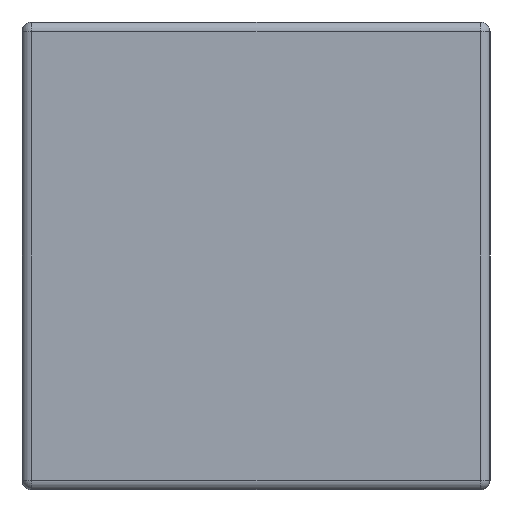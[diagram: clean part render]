
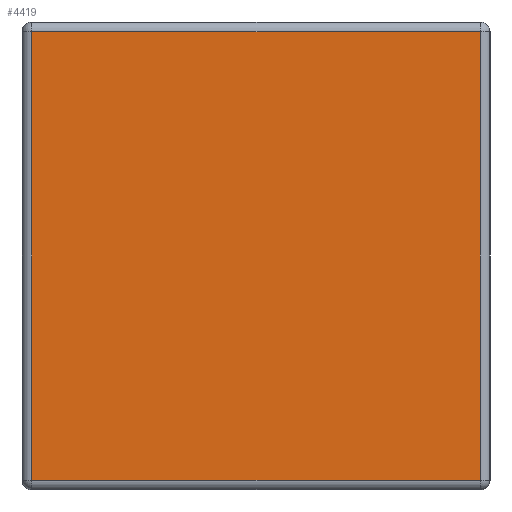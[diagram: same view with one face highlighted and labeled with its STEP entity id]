
A CAD part, left-side view. The second image highlights one B-rep face of the part: STEP entity #4419.
In plain terms, the highlighted planar face has unit normal (-1, 0, 0).
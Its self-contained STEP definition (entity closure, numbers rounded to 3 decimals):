
#77 = DIRECTION ( 'NONE',  ( 0., 0., -1. ) ) ;
#91 = VECTOR ( 'NONE', #77, 1000. ) ;
#139 = AXIS2_PLACEMENT_3D ( 'NONE', #3417, #267, #1664 ) ;
#144 = EDGE_CURVE ( 'NONE', #1023, #476, #565, .T. ) ;
#214 = CARTESIAN_POINT ( 'NONE',  ( 0., 0.019, 0. ) ) ;
#260 = DIRECTION ( 'NONE',  ( 0., 0., 1. ) ) ;
#267 = DIRECTION ( 'NONE',  ( -1., 0., 0. ) ) ;
#413 = VERTEX_POINT ( 'NONE', #4016 ) ;
#476 = VERTEX_POINT ( 'NONE', #862 ) ;
#565 = LINE ( 'NONE', #1832, #91 ) ;
#601 = CARTESIAN_POINT ( 'NONE',  ( 0., 0.9, -0.019 ) ) ;
#619 = VECTOR ( 'NONE', #4451, 1000. ) ;
#862 = CARTESIAN_POINT ( 'NONE',  ( 0., 0.881, -0.881 ) ) ;
#923 = CARTESIAN_POINT ( 'NONE',  ( 0., 0.881, -0.019 ) ) ;
#975 = EDGE_LOOP ( 'NONE', ( #3020, #3452, #4213, #2657 ) ) ;
#1023 = VERTEX_POINT ( 'NONE', #923 ) ;
#1092 = VECTOR ( 'NONE', #260, 1000. ) ;
#1286 = FACE_OUTER_BOUND ( 'NONE', #975, .T. ) ;
#1574 = PLANE ( 'NONE',  #139 ) ;
#1624 = EDGE_CURVE ( 'NONE', #2587, #1023, #1678, .T. ) ;
#1664 = DIRECTION ( 'NONE',  ( 0., 0., 1. ) ) ;
#1678 = LINE ( 'NONE', #601, #4384 ) ;
#1832 = CARTESIAN_POINT ( 'NONE',  ( 0., 0.881, -0.9 ) ) ;
#2299 = EDGE_CURVE ( 'NONE', #476, #413, #3049, .T. ) ;
#2587 = VERTEX_POINT ( 'NONE', #4032 ) ;
#2657 = ORIENTED_EDGE ( 'NONE', *, *, #144, .T. ) ;
#2665 = DIRECTION ( 'NONE',  ( 0., 1., 0. ) ) ;
#3020 = ORIENTED_EDGE ( 'NONE', *, *, #2299, .T. ) ;
#3049 = LINE ( 'NONE', #3748, #619 ) ;
#3214 = EDGE_CURVE ( 'NONE', #413, #2587, #3337, .T. ) ;
#3337 = LINE ( 'NONE', #214, #1092 ) ;
#3417 = CARTESIAN_POINT ( 'NONE',  ( 0., 0., 0. ) ) ;
#3452 = ORIENTED_EDGE ( 'NONE', *, *, #3214, .T. ) ;
#3748 = CARTESIAN_POINT ( 'NONE',  ( 0., 0., -0.881 ) ) ;
#4016 = CARTESIAN_POINT ( 'NONE',  ( 0., 0.019, -0.881 ) ) ;
#4032 = CARTESIAN_POINT ( 'NONE',  ( 0., 0.019, -0.019 ) ) ;
#4213 = ORIENTED_EDGE ( 'NONE', *, *, #1624, .T. ) ;
#4384 = VECTOR ( 'NONE', #2665, 1000. ) ;
#4419 = ADVANCED_FACE ( 'NONE', ( #1286 ), #1574, .T. ) ;
#4451 = DIRECTION ( 'NONE',  ( 0., -1., 0. ) ) ;
